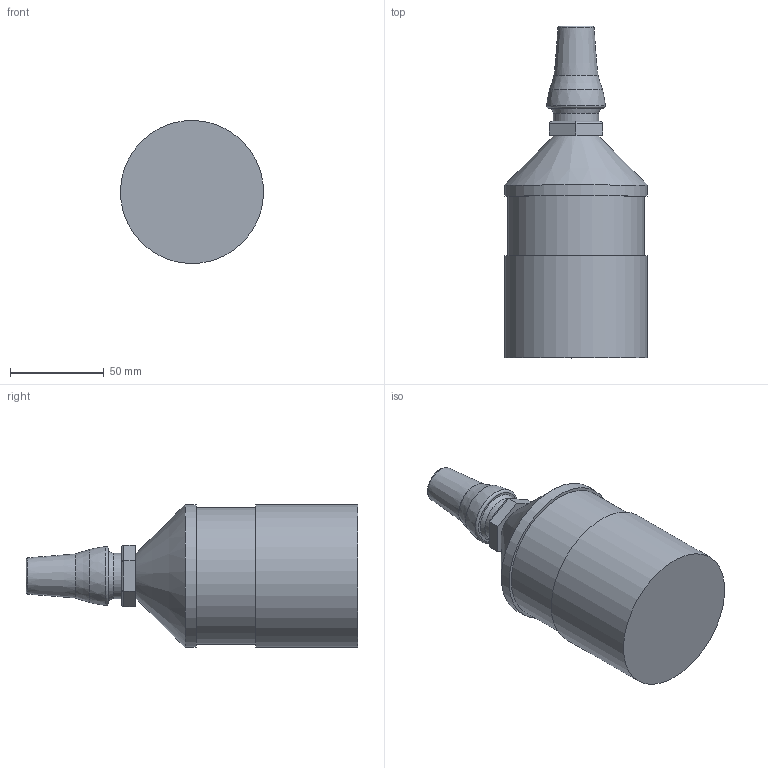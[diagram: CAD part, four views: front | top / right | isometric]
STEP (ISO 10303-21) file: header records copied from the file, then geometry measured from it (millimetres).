
FILE_DESCRIPTION(/* description */ (''),/* implementation_level */ '2;1');
FILE_NAME(/* name */ 'NAS3P060_A.stp',/* time_stamp */ '2018-03-27T14:30:04-04:00',/* author */ ('James'),/* organization */ (''),/* preprocessor_version */ 'ST-DEVELOPER v16.5',/* originating_system */ 'Autodesk Inventor 2017',/* authorisation */ '');
FILE_SCHEMA (('AUTOMOTIVE_DESIGN { 1 0 10303 214 3 1 1 }'));
Length unit declared in the file: inch
Products named in the file (1): NAS3P060_A
Bounding box: 76.05 x 176.61 x 76.05 mm (x, y, z)
Volume: 492252.5 mm3; surface area: 38405 mm2
Topology: 1 solids, 1 shells, 32 faces, 65 edges, 41 vertices
Faces by surface type: plane 13, cylinder 11, cone 3, torus 3, sphere 1, bspline 1
Full cylindrical faces by diameter (mm): 23.368 x1, 24.206 x1, 72.898 x1, 76.2 x2
Entity records: 849 total; most frequent: CARTESIAN_POINT 150, DIRECTION 140, ORIENTED_EDGE 102, AXIS2_PLACEMENT_3D 58, EDGE_CURVE 51, EDGE_LOOP 49, VERTEX_POINT 38, FACE_OUTER_BOUND 32
